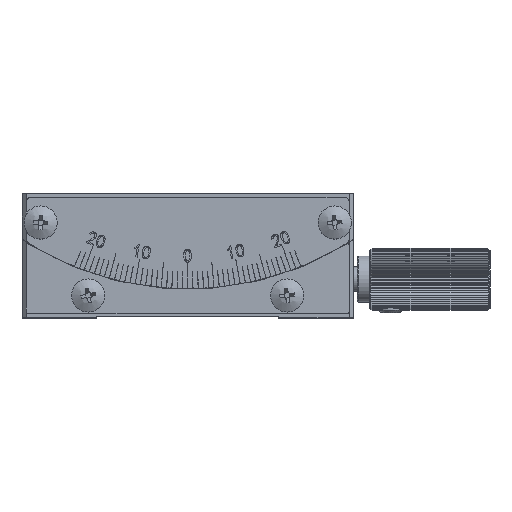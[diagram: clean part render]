
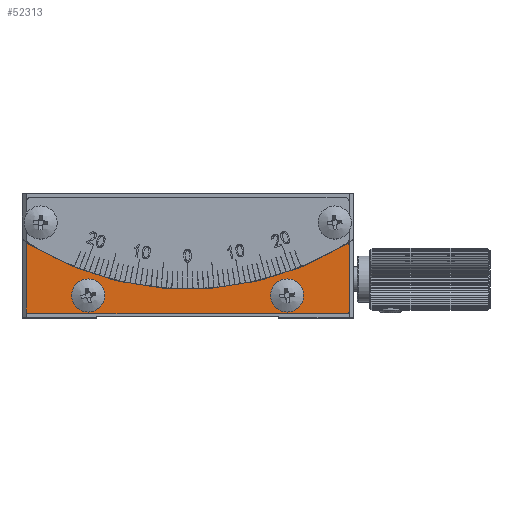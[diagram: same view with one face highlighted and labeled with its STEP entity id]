
A CAD part, top view. The second image highlights one B-rep face of the part: STEP entity #52313.
In plain terms, the highlighted planar face has unit normal (0, 0, 1).
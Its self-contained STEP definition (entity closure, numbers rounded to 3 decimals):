
#339 = CARTESIAN_POINT ( 'NONE',  ( -19.5, -0.046, 20.5 ) ) ;
#913 = DIRECTION ( 'NONE',  ( 0., 0., 1. ) ) ;
#973 = CIRCLE ( 'NONE', #34974, 0.2 ) ;
#1102 = ORIENTED_EDGE ( 'NONE', *, *, #5998, .T. ) ;
#1387 = VERTEX_POINT ( 'NONE', #18678 ) ;
#1875 = CARTESIAN_POINT ( 'NONE',  ( -19.5, -39.3, 20.5 ) ) ;
#1899 = CIRCLE ( 'NONE', #33775, 0.2 ) ;
#3007 = EDGE_CURVE ( 'NONE', #19646, #1387, #973, .T. ) ;
#3812 = DIRECTION ( 'NONE',  ( 0., 0., -1. ) ) ;
#5927 = ORIENTED_EDGE ( 'NONE', *, *, #30524, .T. ) ;
#5998 = EDGE_CURVE ( 'NONE', #18714, #18714, #22746, .T. ) ;
#6328 = DIRECTION ( 'NONE',  ( 0., 0., 1. ) ) ;
#6368 = CARTESIAN_POINT ( 'NONE',  ( 0., -0.046, 20.5 ) ) ;
#7358 = VERTEX_POINT ( 'NONE', #8222 ) ;
#8222 = CARTESIAN_POINT ( 'NONE',  ( -19.195, -31.091, 20.5 ) ) ;
#8226 = CIRCLE ( 'NONE', #35001, 0.2 ) ;
#8622 = DIRECTION ( 'NONE',  ( 0., 1., 0. ) ) ;
#9408 = DIRECTION ( 'NONE',  ( 0., 1., 0. ) ) ;
#10610 = DIRECTION ( 'NONE',  ( 0., 1., 0. ) ) ;
#11874 = VECTOR ( 'NONE', #39012, 1000. ) ;
#12544 = VERTEX_POINT ( 'NONE', #16747 ) ;
#13396 = ORIENTED_EDGE ( 'NONE', *, *, #60169, .T. ) ;
#14169 = CARTESIAN_POINT ( 'NONE',  ( 12., -37.3, 20.5 ) ) ;
#14206 = CARTESIAN_POINT ( 'NONE',  ( 19.5, -39.3, 20.5 ) ) ;
#14308 = DIRECTION ( 'NONE',  ( 0., 0., -1. ) ) ;
#14608 = CARTESIAN_POINT ( 'NONE',  ( 0., -39.5, 20.5 ) ) ;
#15881 = VERTEX_POINT ( 'NONE', #14206 ) ;
#16306 = VERTEX_POINT ( 'NONE', #50493 ) ;
#16465 = EDGE_CURVE ( 'NONE', #1387, #60909, #49698, .T. ) ;
#16747 = CARTESIAN_POINT ( 'NONE',  ( 12., -36.15, 20.5 ) ) ;
#17089 = EDGE_CURVE ( 'NONE', #29095, #16306, #8226, .T. ) ;
#17419 = ORIENTED_EDGE ( 'NONE', *, *, #3007, .T. ) ;
#17751 = CARTESIAN_POINT ( 'NONE',  ( -19.5, -31.261, 20.5 ) ) ;
#18653 = VECTOR ( 'NONE', #8622, 1000. ) ;
#18659 = CIRCLE ( 'NONE', #26892, 1.15 ) ;
#18678 = CARTESIAN_POINT ( 'NONE',  ( -19.3, -39.5, 20.5 ) ) ;
#18714 = VERTEX_POINT ( 'NONE', #38352 ) ;
#18940 = CARTESIAN_POINT ( 'NONE',  ( 19.5, -0.046, 20.5 ) ) ;
#19646 = VERTEX_POINT ( 'NONE', #1875 ) ;
#19680 = LINE ( 'NONE', #18940, #18653 ) ;
#20677 = CARTESIAN_POINT ( 'NONE',  ( 19.3, -31.261, 20.5 ) ) ;
#21203 = VERTEX_POINT ( 'NONE', #17751 ) ;
#21381 = ORIENTED_EDGE ( 'NONE', *, *, #47492, .T. ) ;
#21806 = DIRECTION ( 'NONE',  ( 0., 1., 0. ) ) ;
#22746 = CIRCLE ( 'NONE', #61854, 1.15 ) ;
#24299 = ORIENTED_EDGE ( 'NONE', *, *, #54076, .T. ) ;
#24549 = ORIENTED_EDGE ( 'NONE', *, *, #45984, .T. ) ;
#25414 = DIRECTION ( 'NONE',  ( 0., 0., -1. ) ) ;
#26122 = CIRCLE ( 'NONE', #51842, 0.2 ) ;
#26687 = FACE_BOUND ( 'NONE', #37481, .T. ) ;
#26892 = AXIS2_PLACEMENT_3D ( 'NONE', #14169, #3812, #42499 ) ;
#28212 = ORIENTED_EDGE ( 'NONE', *, *, #16465, .T. ) ;
#28599 = EDGE_LOOP ( 'NONE', ( #5927 ) ) ;
#28656 = DIRECTION ( 'NONE',  ( 0., 0., 1. ) ) ;
#29095 = VERTEX_POINT ( 'NONE', #49119 ) ;
#29444 = DIRECTION ( 'NONE',  ( 0., 1., 0. ) ) ;
#30128 = CARTESIAN_POINT ( 'NONE',  ( -19.3, -39.3, 20.5 ) ) ;
#30524 = EDGE_CURVE ( 'NONE', #12544, #12544, #18659, .T. ) ;
#31444 = AXIS2_PLACEMENT_3D ( 'NONE', #6368, #913, #55062 ) ;
#33775 = AXIS2_PLACEMENT_3D ( 'NONE', #37244, #6328, #21806 ) ;
#34974 = AXIS2_PLACEMENT_3D ( 'NONE', #30128, #51698, #36228 ) ;
#35001 = AXIS2_PLACEMENT_3D ( 'NONE', #20677, #53553, #9408 ) ;
#36228 = DIRECTION ( 'NONE',  ( 0., 1., 0. ) ) ;
#36332 = FACE_OUTER_BOUND ( 'NONE', #46294, .T. ) ;
#37244 = CARTESIAN_POINT ( 'NONE',  ( 19.3, -39.3, 20.5 ) ) ;
#37481 = EDGE_LOOP ( 'NONE', ( #1102 ) ) ;
#38352 = CARTESIAN_POINT ( 'NONE',  ( -12., -36.15, 20.5 ) ) ;
#39012 = DIRECTION ( 'NONE',  ( 0., -1., 0. ) ) ;
#39548 = CARTESIAN_POINT ( 'NONE',  ( 19.3, -39.5, 20.5 ) ) ;
#41260 = VECTOR ( 'NONE', #53893, 1000. ) ;
#42499 = DIRECTION ( 'NONE',  ( 0., 1., 0. ) ) ;
#44103 = CARTESIAN_POINT ( 'NONE',  ( -12., -37.3, 20.5 ) ) ;
#44406 = DIRECTION ( 'NONE',  ( 0., 1., 0. ) ) ;
#45984 = EDGE_CURVE ( 'NONE', #16306, #7358, #62276, .T. ) ;
#46294 = EDGE_LOOP ( 'NONE', ( #47443, #48191, #24549, #21381, #24299, #17419, #28212, #13396 ) ) ;
#47443 = ORIENTED_EDGE ( 'NONE', *, *, #63692, .T. ) ;
#47492 = EDGE_CURVE ( 'NONE', #7358, #21203, #26122, .T. ) ;
#48191 = ORIENTED_EDGE ( 'NONE', *, *, #17089, .T. ) ;
#49119 = CARTESIAN_POINT ( 'NONE',  ( 19.5, -31.261, 20.5 ) ) ;
#49698 = LINE ( 'NONE', #14608, #41260 ) ;
#50493 = CARTESIAN_POINT ( 'NONE',  ( 19.195, -31.091, 20.5 ) ) ;
#50546 = PLANE ( 'NONE',  #31444 ) ;
#51698 = DIRECTION ( 'NONE',  ( 0., 0., 1. ) ) ;
#51842 = AXIS2_PLACEMENT_3D ( 'NONE', #53145, #28656, #44406 ) ;
#52313 = ADVANCED_FACE ( 'NONE', ( #26687, #56016, #36332 ), #50546, .T. ) ;
#53145 = CARTESIAN_POINT ( 'NONE',  ( -19.3, -31.261, 20.5 ) ) ;
#53553 = DIRECTION ( 'NONE',  ( 0., 0., 1. ) ) ;
#53893 = DIRECTION ( 'NONE',  ( 1., 0., 0. ) ) ;
#54076 = EDGE_CURVE ( 'NONE', #21203, #19646, #54172, .T. ) ;
#54172 = LINE ( 'NONE', #339, #11874 ) ;
#55062 = DIRECTION ( 'NONE',  ( 0., -1., 0. ) ) ;
#55095 = AXIS2_PLACEMENT_3D ( 'NONE', #58123, #14308, #29444 ) ;
#56016 = FACE_BOUND ( 'NONE', #28599, .T. ) ;
#58123 = CARTESIAN_POINT ( 'NONE',  ( 0., -0.046, 20.5 ) ) ;
#60169 = EDGE_CURVE ( 'NONE', #60909, #15881, #1899, .T. ) ;
#60909 = VERTEX_POINT ( 'NONE', #39548 ) ;
#61854 = AXIS2_PLACEMENT_3D ( 'NONE', #44103, #25414, #10610 ) ;
#62276 = CIRCLE ( 'NONE', #55095, 36.5 ) ;
#63692 = EDGE_CURVE ( 'NONE', #15881, #29095, #19680, .T. ) ;
